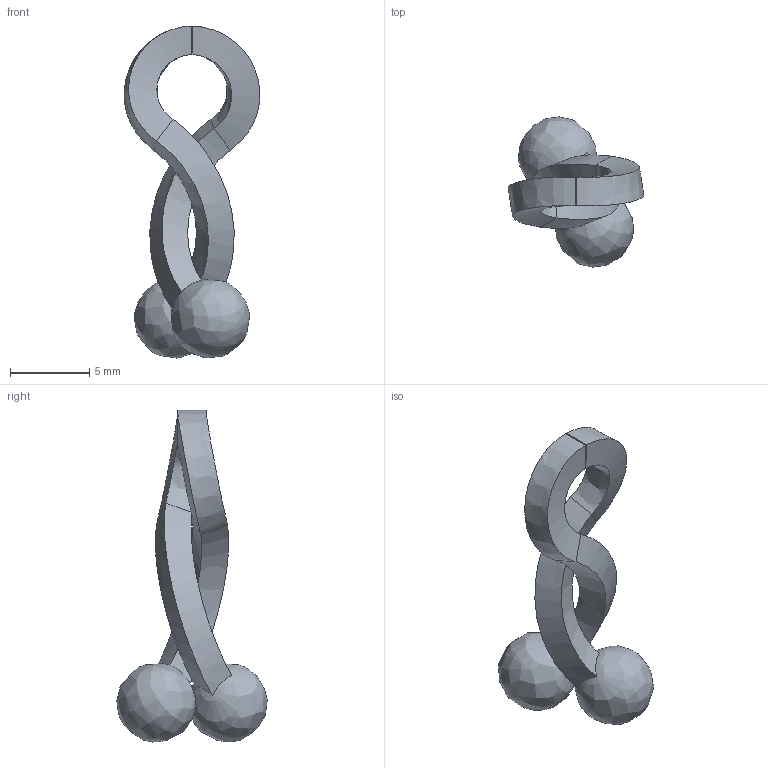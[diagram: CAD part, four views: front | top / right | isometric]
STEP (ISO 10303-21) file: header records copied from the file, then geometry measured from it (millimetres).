
FILE_DESCRIPTION((''),'2;1');
FILE_NAME('','2005-12-14T16:13:47',(''),(''),'','CADfix','');
FILE_SCHEMA(('AUTOMOTIVE_DESIGN'));
Length unit declared in the file: millimetre
Products named in the file (1): clip
Bounding box: 8.55 x 9.49 x 20.93 mm (x, y, z)
Volume: 260.8 mm3; surface area: 440.8 mm2
Topology: 1 solids, 1 shells, 24 faces, 50 edges, 28 vertices
Faces by surface type: bspline 24
Entity records: 2071 total; most frequent: CARTESIAN_POINT 1727, ORIENTED_EDGE 100, EDGE_CURVE 50, B_SPLINE_CURVE_WITH_KNOTS 47, VERTEX_POINT 28, EDGE_LOOP 24, FACE_OUTER_BOUND 24, ADVANCED_FACE 24
